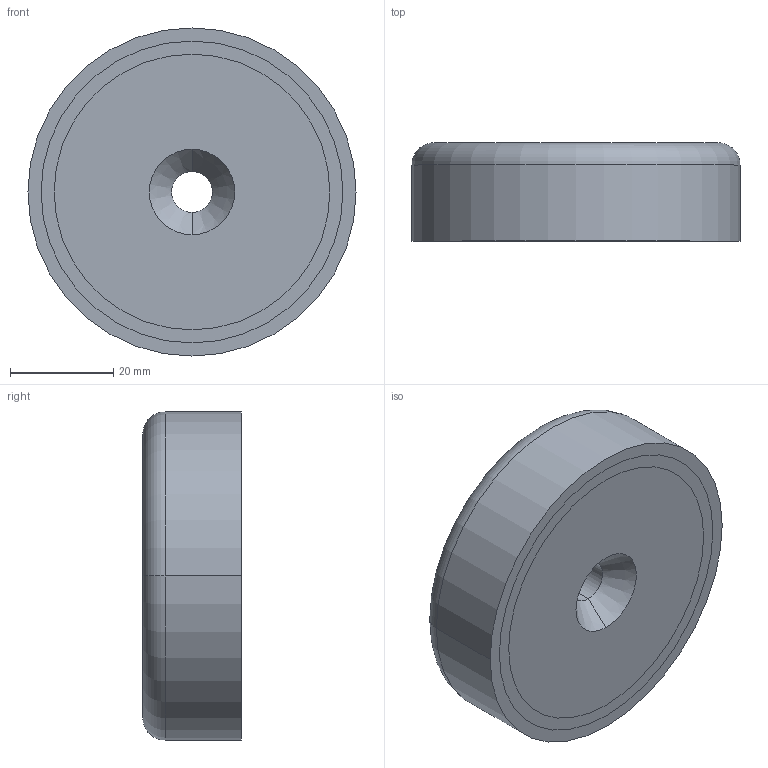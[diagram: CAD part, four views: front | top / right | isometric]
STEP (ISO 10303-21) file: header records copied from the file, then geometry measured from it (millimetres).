
FILE_DESCRIPTION (( 'STEP AP214' ), '1' );
FILE_NAME ('CUPT2500.step', '2012-04-20T20:49:38', ( '' ), ( '' ), 'SwSTEP 2.0', 'SolidWorks 2012', '' );
FILE_SCHEMA (( 'AUTOMOTIVE_DESIGN' ));
Length unit declared in the file: inch
Products named in the file (1): CUPT2500
Bounding box: 63.5 x 19.05 x 63.5 mm (x, y, z)
Volume: 58254.9 mm3; surface area: 26951 mm2
Topology: 3 solids, 3 shells, 25 faces, 50 edges, 32 vertices
Faces by surface type: cylinder 14, plane 7, torus 2, cone 2
Entity records: 1013 total; most frequent: DIRECTION 136, CARTESIAN_POINT 108, ORIENTED_EDGE 100, AXIS2_PLACEMENT_3D 60, EDGE_CURVE 50, CIRCLE 34, VERTEX_POINT 32, EDGE_LOOP 32
